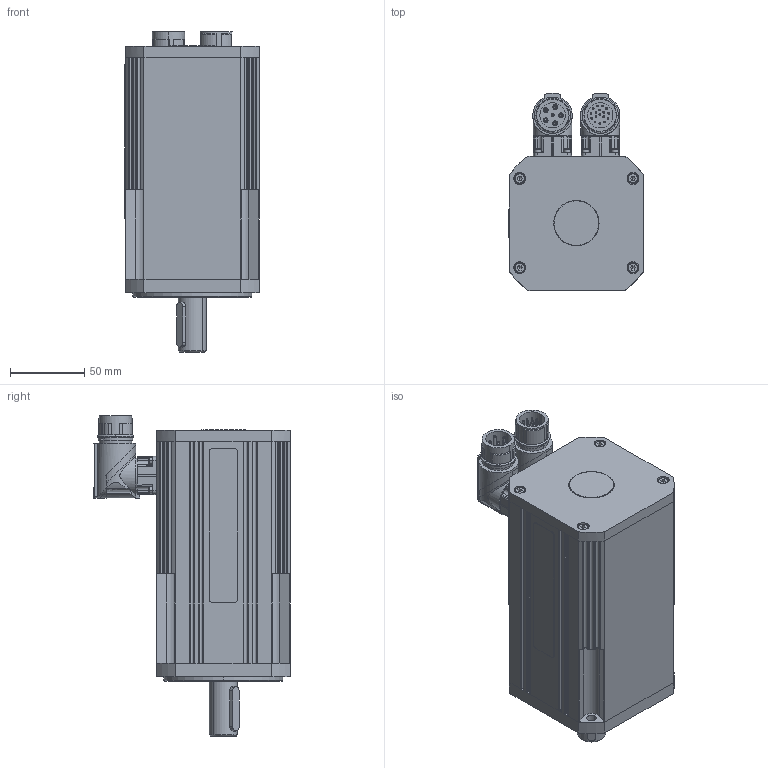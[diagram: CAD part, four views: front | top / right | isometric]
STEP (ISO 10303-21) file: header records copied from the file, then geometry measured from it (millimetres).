
FILE_DESCRIPTION((''),'2;1');
FILE_NAME('FP-609 + Resolver.stp','2011-11-08T10:53:10',('jlopez'),(''),'Autodesk Inventor 9','Autodesk Inventor 9','');
FILE_SCHEMA(('AUTOMOTIVE_DESIGN { 1 0 10303 214 1 1 1 1 }'));
Length unit declared in the file: millimetre
Products named in the file (1): Pieza1
Bounding box: 90.5 x 132.15 x 215.16 mm (x, y, z)
Volume: 26762.1 mm3; surface area: 172005 mm2
Topology: 22 solids, 23 shells, 1371 faces, 3678 edges, 2276 vertices
Faces by surface type: cylinder 564, plane 445, bspline 152, cone 94, sphere 64, torus 52
Entity records: 44421 total; most frequent: CARTESIAN_POINT 10629, DIRECTION 7426, ORIENTED_EDGE 7000, EDGE_CURVE 3500, AXIS2_PLACEMENT_3D 2993, VERTEX_POINT 2258, CIRCLE 1653, EDGE_LOOP 1574
